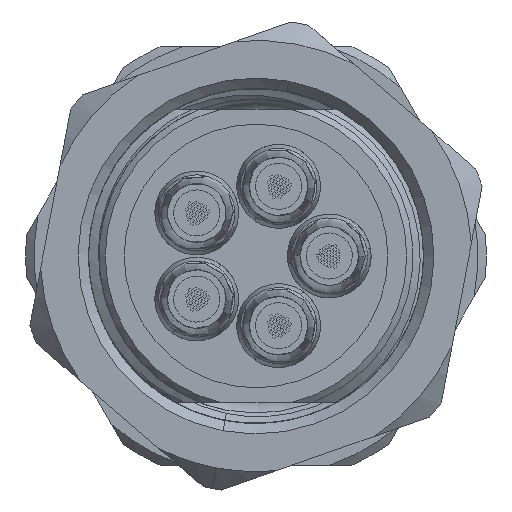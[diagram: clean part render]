
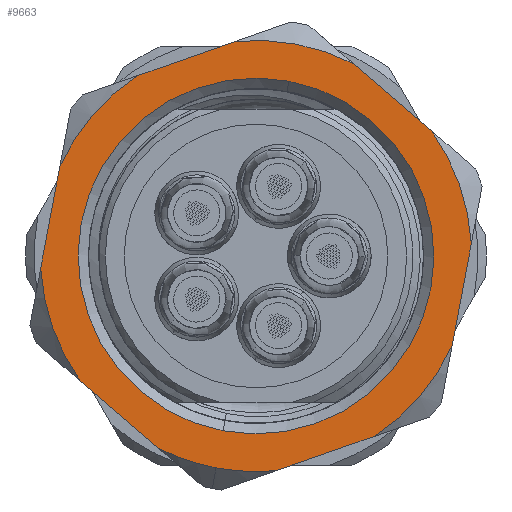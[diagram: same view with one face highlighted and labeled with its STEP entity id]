
A CAD part, left-side view. The second image highlights one B-rep face of the part: STEP entity #9663.
In plain terms, the highlighted planar face has unit normal (-1, 0, 0).
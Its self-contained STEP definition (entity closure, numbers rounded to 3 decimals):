
#553 = ORIENTED_EDGE ( 'NONE', *, *, #51126, .F. ) ;
#716 = CARTESIAN_POINT ( 'NONE',  ( -1., -3.569, -3.713 ) ) ;
#838 = CARTESIAN_POINT ( 'NONE',  ( -1., 0., -4.25 ) ) ;
#1090 = CARTESIAN_POINT ( 'NONE',  ( -1., -5., -2.887 ) ) ;
#1121 = VECTOR ( 'NONE', #7099, 1000. ) ;
#1123 = DIRECTION ( 'NONE',  ( 0., 0., -1. ) ) ;
#1671 = CARTESIAN_POINT ( 'NONE',  ( -1., 1.431, 4.947 ) ) ;
#2188 = CARTESIAN_POINT ( 'NONE',  ( -1., -5., 1.234 ) ) ;
#2189 = CARTESIAN_POINT ( 'NONE',  ( -1., 0., 0. ) ) ;
#2218 = EDGE_CURVE ( 'NONE', #9368, #13240, #61778, .T. ) ;
#2749 = ORIENTED_EDGE ( 'NONE', *, *, #21387, .T. ) ;
#2932 = ORIENTED_EDGE ( 'NONE', *, *, #50944, .T. ) ;
#3067 = DIRECTION ( 'NONE',  ( 0., 0.866, 0.5 ) ) ;
#4289 = ORIENTED_EDGE ( 'NONE', *, *, #38883, .T. ) ;
#5902 = DIRECTION ( 'NONE',  ( -1., 0., 0. ) ) ;
#6011 = FACE_BOUND ( 'NONE', #24716, .T. ) ;
#6447 = VERTEX_POINT ( 'NONE', #48697 ) ;
#6719 = VERTEX_POINT ( 'NONE', #24616 ) ;
#7099 = DIRECTION ( 'NONE',  ( 0., 0.866, -0.5 ) ) ;
#7600 = CARTESIAN_POINT ( 'NONE',  ( -1., -3.569, 3.713 ) ) ;
#7867 = CARTESIAN_POINT ( 'NONE',  ( -1., 3.569, -3.713 ) ) ;
#7970 = DIRECTION ( 'NONE',  ( 0., -0.866, 0.5 ) ) ;
#7987 = VERTEX_POINT ( 'NONE', #35246 ) ;
#8140 = EDGE_CURVE ( 'NONE', #13531, #34219, #65117, .T. ) ;
#8277 = DIRECTION ( 'NONE',  ( -1., 0., 0. ) ) ;
#9368 = VERTEX_POINT ( 'NONE', #19999 ) ;
#9663 = ADVANCED_FACE ( 'NONE', ( #6011, #15993 ), #56955, .F. ) ;
#9797 = VECTOR ( 'NONE', #58502, 1000. ) ;
#10394 = DIRECTION ( 'NONE',  ( 0., 0., -1. ) ) ;
#10898 = DIRECTION ( 'NONE',  ( 0., 0., -1. ) ) ;
#12989 = VECTOR ( 'NONE', #3067, 1000. ) ;
#13240 = VERTEX_POINT ( 'NONE', #64155 ) ;
#13323 = EDGE_CURVE ( 'NONE', #7987, #59911, #17649, .T. ) ;
#13531 = VERTEX_POINT ( 'NONE', #2188 ) ;
#14714 = EDGE_LOOP ( 'NONE', ( #553, #57850, #17441, #55656, #33948, #18952, #4289, #64059, #55955, #61575, #51886, #31458, #59859 ) ) ;
#15993 = FACE_OUTER_BOUND ( 'NONE', #14714, .T. ) ;
#16125 = AXIS2_PLACEMENT_3D ( 'NONE', #2189, #57162, #56847 ) ;
#16464 = LINE ( 'NONE', #46093, #24807 ) ;
#16923 = EDGE_CURVE ( 'NONE', #6719, #60379, #46640, .T. ) ;
#17214 = CIRCLE ( 'NONE', #41697, 4.25 ) ;
#17441 = ORIENTED_EDGE ( 'NONE', *, *, #34759, .F. ) ;
#17448 = CARTESIAN_POINT ( 'NONE',  ( -1., 0., 4.25 ) ) ;
#17649 = CIRCLE ( 'NONE', #37869, 5.15 ) ;
#17966 = AXIS2_PLACEMENT_3D ( 'NONE', #30316, #65482, #60540 ) ;
#18952 = ORIENTED_EDGE ( 'NONE', *, *, #32872, .F. ) ;
#19302 = EDGE_CURVE ( 'NONE', #13240, #51342, #59569, .T. ) ;
#19999 = CARTESIAN_POINT ( 'NONE',  ( -1., 1.431, -4.947 ) ) ;
#21387 = EDGE_CURVE ( 'NONE', #29617, #26706, #17214, .T. ) ;
#21683 = EDGE_CURVE ( 'NONE', #7987, #34219, #63441, .T. ) ;
#22335 = CARTESIAN_POINT ( 'NONE',  ( -1., 5., 1.234 ) ) ;
#22546 = CARTESIAN_POINT ( 'NONE',  ( -1., 0., 0. ) ) ;
#23747 = LINE ( 'NONE', #44036, #12989 ) ;
#23897 = VERTEX_POINT ( 'NONE', #22335 ) ;
#24241 = LINE ( 'NONE', #64169, #32987 ) ;
#24616 = CARTESIAN_POINT ( 'NONE',  ( -1., 5., -1.234 ) ) ;
#24716 = EDGE_LOOP ( 'NONE', ( #2932, #2749 ) ) ;
#24807 = VECTOR ( 'NONE', #41439, 1000. ) ;
#25870 = AXIS2_PLACEMENT_3D ( 'NONE', #33937, #8277, #43887 ) ;
#26706 = VERTEX_POINT ( 'NONE', #17448 ) ;
#29617 = VERTEX_POINT ( 'NONE', #838 ) ;
#30225 = VERTEX_POINT ( 'NONE', #39449 ) ;
#30316 = CARTESIAN_POINT ( 'NONE',  ( -1., 0., 0. ) ) ;
#30790 = VECTOR ( 'NONE', #10394, 1000. ) ;
#31458 = ORIENTED_EDGE ( 'NONE', *, *, #46670, .F. ) ;
#32872 = EDGE_CURVE ( 'NONE', #59477, #51342, #62340, .T. ) ;
#32987 = VECTOR ( 'NONE', #7970, 1000. ) ;
#33077 = AXIS2_PLACEMENT_3D ( 'NONE', #36238, #56503, #10898 ) ;
#33392 = DIRECTION ( 'NONE',  ( -1., 0., 0. ) ) ;
#33937 = CARTESIAN_POINT ( 'NONE',  ( -1., 0., 0. ) ) ;
#33948 = ORIENTED_EDGE ( 'NONE', *, *, #19302, .T. ) ;
#34111 = CARTESIAN_POINT ( 'NONE',  ( -1., -1.431, -4.947 ) ) ;
#34219 = VERTEX_POINT ( 'NONE', #7600 ) ;
#34759 = EDGE_CURVE ( 'NONE', #9368, #60379, #23747, .T. ) ;
#35246 = CARTESIAN_POINT ( 'NONE',  ( -1., -1.431, 4.947 ) ) ;
#35525 = EDGE_CURVE ( 'NONE', #30225, #23897, #64070, .T. ) ;
#35746 = LINE ( 'NONE', #61979, #30790 ) ;
#36238 = CARTESIAN_POINT ( 'NONE',  ( -1., 0., 0. ) ) ;
#37869 = AXIS2_PLACEMENT_3D ( 'NONE', #60504, #5902, #45194 ) ;
#38208 = CARTESIAN_POINT ( 'NONE',  ( -1., 0., 5.774 ) ) ;
#38883 = EDGE_CURVE ( 'NONE', #59477, #6447, #55740, .T. ) ;
#39449 = CARTESIAN_POINT ( 'NONE',  ( -1., 3.569, 3.713 ) ) ;
#41439 = DIRECTION ( 'NONE',  ( 0., 0., 1. ) ) ;
#41697 = AXIS2_PLACEMENT_3D ( 'NONE', #22546, #48175, #43188 ) ;
#42615 = DIRECTION ( 'NONE',  ( 1., 0., 0. ) ) ;
#43188 = DIRECTION ( 'NONE',  ( 0., 0., -1. ) ) ;
#43887 = DIRECTION ( 'NONE',  ( 0., 0., -1. ) ) ;
#44036 = CARTESIAN_POINT ( 'NONE',  ( -1., 0., -5.774 ) ) ;
#45194 = DIRECTION ( 'NONE',  ( 0., 0., -1. ) ) ;
#45801 = EDGE_CURVE ( 'NONE', #13531, #6447, #35746, .T. ) ;
#46093 = CARTESIAN_POINT ( 'NONE',  ( -1., 5., -2.887 ) ) ;
#46640 = CIRCLE ( 'NONE', #17966, 5.15 ) ;
#46670 = EDGE_CURVE ( 'NONE', #30225, #59911, #24241, .T. ) ;
#46742 = CARTESIAN_POINT ( 'NONE',  ( -1., 0., 0. ) ) ;
#46978 = AXIS2_PLACEMENT_3D ( 'NONE', #46742, #51098, #1123 ) ;
#47283 = CARTESIAN_POINT ( 'NONE',  ( -1., 0., 0. ) ) ;
#48175 = DIRECTION ( 'NONE',  ( 1., 0., 0. ) ) ;
#48289 = AXIS2_PLACEMENT_3D ( 'NONE', #48363, #54343, #64278 ) ;
#48317 = DIRECTION ( 'NONE',  ( 0., 0., -1. ) ) ;
#48363 = CARTESIAN_POINT ( 'NONE',  ( -1., 0., 0. ) ) ;
#48697 = CARTESIAN_POINT ( 'NONE',  ( -1., -5., -1.234 ) ) ;
#50944 = EDGE_CURVE ( 'NONE', #26706, #29617, #58841, .T. ) ;
#51098 = DIRECTION ( 'NONE',  ( 1., 0., 0. ) ) ;
#51126 = EDGE_CURVE ( 'NONE', #6719, #23897, #16464, .T. ) ;
#51297 = DIRECTION ( 'NONE',  ( 0., 0., -1. ) ) ;
#51342 = VERTEX_POINT ( 'NONE', #34111 ) ;
#51886 = ORIENTED_EDGE ( 'NONE', *, *, #13323, .T. ) ;
#54343 = DIRECTION ( 'NONE',  ( -1., 0., 0. ) ) ;
#55656 = ORIENTED_EDGE ( 'NONE', *, *, #2218, .T. ) ;
#55740 = CIRCLE ( 'NONE', #48289, 5.15 ) ;
#55955 = ORIENTED_EDGE ( 'NONE', *, *, #8140, .T. ) ;
#56503 = DIRECTION ( 'NONE',  ( -1., 0., 0. ) ) ;
#56847 = DIRECTION ( 'NONE',  ( 0., 0., -1. ) ) ;
#56955 = PLANE ( 'NONE',  #57776 ) ;
#57162 = DIRECTION ( 'NONE',  ( -1., 0., 0. ) ) ;
#57776 = AXIS2_PLACEMENT_3D ( 'NONE', #47283, #42615, #51297 ) ;
#57850 = ORIENTED_EDGE ( 'NONE', *, *, #16923, .T. ) ;
#58502 = DIRECTION ( 'NONE',  ( 0., -0.866, -0.5 ) ) ;
#58841 = CIRCLE ( 'NONE', #46978, 4.25 ) ;
#59477 = VERTEX_POINT ( 'NONE', #716 ) ;
#59569 = CIRCLE ( 'NONE', #33077, 5.15 ) ;
#59859 = ORIENTED_EDGE ( 'NONE', *, *, #35525, .T. ) ;
#59911 = VERTEX_POINT ( 'NONE', #1671 ) ;
#59928 = CARTESIAN_POINT ( 'NONE',  ( -1., 0., 0. ) ) ;
#60379 = VERTEX_POINT ( 'NONE', #7867 ) ;
#60504 = CARTESIAN_POINT ( 'NONE',  ( -1., 0., 0. ) ) ;
#60540 = DIRECTION ( 'NONE',  ( 0., 0., -1. ) ) ;
#61575 = ORIENTED_EDGE ( 'NONE', *, *, #21683, .F. ) ;
#61778 = CIRCLE ( 'NONE', #62810, 5.15 ) ;
#61979 = CARTESIAN_POINT ( 'NONE',  ( -1., -5., 2.887 ) ) ;
#62340 = LINE ( 'NONE', #1090, #1121 ) ;
#62810 = AXIS2_PLACEMENT_3D ( 'NONE', #59928, #33392, #48317 ) ;
#63441 = LINE ( 'NONE', #38208, #9797 ) ;
#64059 = ORIENTED_EDGE ( 'NONE', *, *, #45801, .F. ) ;
#64070 = CIRCLE ( 'NONE', #25870, 5.15 ) ;
#64155 = CARTESIAN_POINT ( 'NONE',  ( -1., 0., -5.15 ) ) ;
#64169 = CARTESIAN_POINT ( 'NONE',  ( -1., 5., 2.887 ) ) ;
#64278 = DIRECTION ( 'NONE',  ( 0., 0., -1. ) ) ;
#65117 = CIRCLE ( 'NONE', #16125, 5.15 ) ;
#65482 = DIRECTION ( 'NONE',  ( -1., 0., 0. ) ) ;
